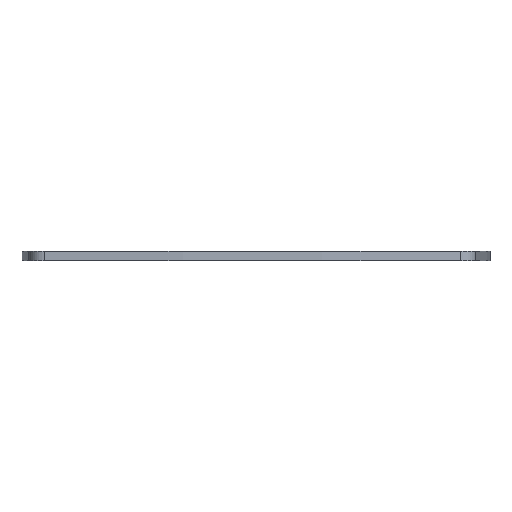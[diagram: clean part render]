
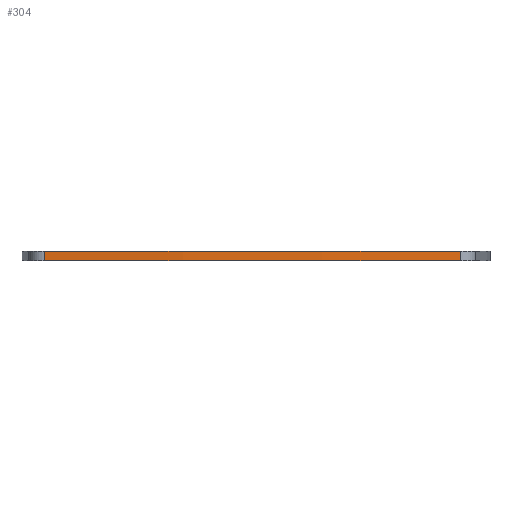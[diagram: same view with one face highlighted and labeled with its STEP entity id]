
A CAD part, front view. The second image highlights one B-rep face of the part: STEP entity #304.
In plain terms, the highlighted cylindrical face has radius 298.3 mm (diameter 596.6 mm), a partial arc.
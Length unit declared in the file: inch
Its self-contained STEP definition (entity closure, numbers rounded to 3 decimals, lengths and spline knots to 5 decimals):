
#66 = CYLINDRICAL_SURFACE ( 'NONE', #661, 11.74409 ) ;
#84 = CARTESIAN_POINT ( 'NONE',  ( 1.1723, -1.26287, 0. ) ) ;
#134 = DIRECTION ( 'NONE',  ( 0., 0., 1. ) ) ;
#138 = CARTESIAN_POINT ( 'NONE',  ( -0.19926, 10.40086, 0.05512 ) ) ;
#143 = DIRECTION ( 'NONE',  ( 0., 0., -1. ) ) ;
#163 = ORIENTED_EDGE ( 'NONE', *, *, #952, .T. ) ;
#172 = VECTOR ( 'NONE', #821, 39.37008 ) ;
#210 = AXIS2_PLACEMENT_3D ( 'NONE', #782, #857, #399 ) ;
#213 = FACE_OUTER_BOUND ( 'NONE', #619, .T. ) ;
#223 = CARTESIAN_POINT ( 'NONE',  ( 1.1723, -1.26287, 0.05512 ) ) ;
#302 = VERTEX_POINT ( 'NONE', #954 ) ;
#304 = ADVANCED_FACE ( 'NONE', ( #213 ), #66, .T. ) ;
#399 = DIRECTION ( 'NONE',  ( 1., 0., 0. ) ) ;
#428 = DIRECTION ( 'NONE',  ( -1., 0., 0. ) ) ;
#472 = CARTESIAN_POINT ( 'NONE',  ( -1.21548, -1.29919, 0.05512 ) ) ;
#495 = ORIENTED_EDGE ( 'NONE', *, *, #970, .F. ) ;
#525 = CARTESIAN_POINT ( 'NONE',  ( -1.21548, -1.29919, 0. ) ) ;
#529 = CIRCLE ( 'NONE', #838, 11.74409 ) ;
#536 = LINE ( 'NONE', #472, #827 ) ;
#540 = DIRECTION ( 'NONE',  ( 0., 0., -1. ) ) ;
#600 = CARTESIAN_POINT ( 'NONE',  ( 1.1723, -1.26287, 0.05512 ) ) ;
#619 = EDGE_LOOP ( 'NONE', ( #933, #623, #495, #163 ) ) ;
#622 = LINE ( 'NONE', #223, #172 ) ;
#623 = ORIENTED_EDGE ( 'NONE', *, *, #909, .F. ) ;
#661 = AXIS2_PLACEMENT_3D ( 'NONE', #138, #143, #428 ) ;
#663 = DIRECTION ( 'NONE',  ( 1., 0., 0. ) ) ;
#738 = EDGE_CURVE ( 'NONE', #887, #854, #529, .T. ) ;
#773 = VERTEX_POINT ( 'NONE', #600 ) ;
#782 = CARTESIAN_POINT ( 'NONE',  ( -0.19926, 10.40086, 0.05512 ) ) ;
#803 = CIRCLE ( 'NONE', #210, 11.74409 ) ;
#821 = DIRECTION ( 'NONE',  ( 0., 0., -1. ) ) ;
#827 = VECTOR ( 'NONE', #540, 39.37008 ) ;
#838 = AXIS2_PLACEMENT_3D ( 'NONE', #889, #134, #663 ) ;
#854 = VERTEX_POINT ( 'NONE', #84 ) ;
#857 = DIRECTION ( 'NONE',  ( 0., 0., 1. ) ) ;
#887 = VERTEX_POINT ( 'NONE', #525 ) ;
#889 = CARTESIAN_POINT ( 'NONE',  ( -0.19926, 10.40086, 0. ) ) ;
#909 = EDGE_CURVE ( 'NONE', #773, #854, #622, .T. ) ;
#933 = ORIENTED_EDGE ( 'NONE', *, *, #738, .T. ) ;
#952 = EDGE_CURVE ( 'NONE', #302, #887, #536, .T. ) ;
#954 = CARTESIAN_POINT ( 'NONE',  ( -1.21548, -1.29919, 0.05512 ) ) ;
#970 = EDGE_CURVE ( 'NONE', #302, #773, #803, .T. ) ;
